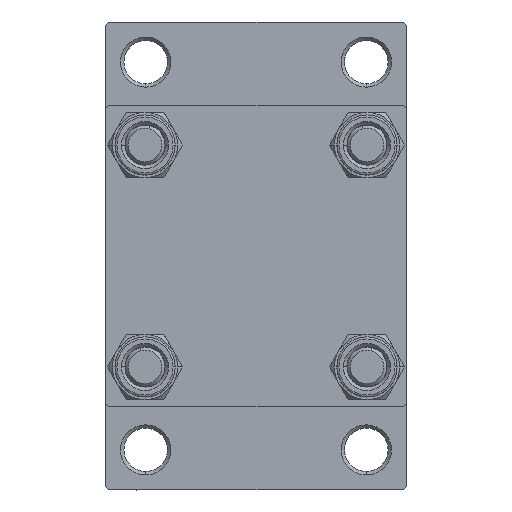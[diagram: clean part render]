
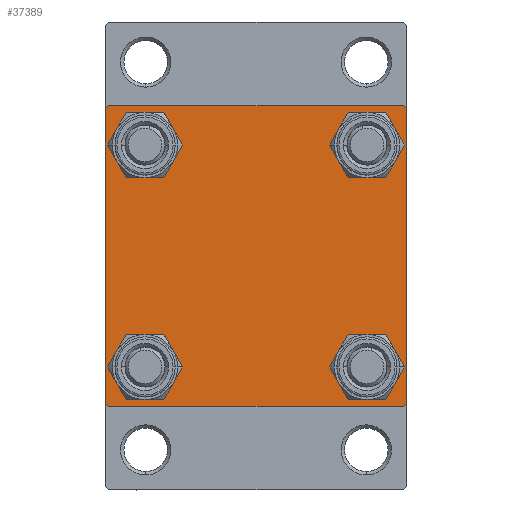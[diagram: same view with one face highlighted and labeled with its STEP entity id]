
A CAD part, left-side view. The second image highlights one B-rep face of the part: STEP entity #37389.
In plain terms, the highlighted planar face has unit normal (-1, 0, 0).
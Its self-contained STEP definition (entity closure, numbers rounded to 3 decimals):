
#753 = EDGE_CURVE ( 'NONE', #14027, #4107, #37315, .T. ) ;
#1051 = EDGE_CURVE ( 'NONE', #29017, #1835, #25522, .T. ) ;
#1063 = CARTESIAN_POINT ( 'NONE',  ( 0., -22.25, -22.25 ) ) ;
#1418 = ORIENTED_EDGE ( 'NONE', *, *, #26693, .T. ) ;
#1537 = DIRECTION ( 'NONE',  ( 0., 0., 1. ) ) ;
#1835 = VERTEX_POINT ( 'NONE', #2319 ) ;
#2039 = ORIENTED_EDGE ( 'NONE', *, *, #15515, .T. ) ;
#2128 = VECTOR ( 'NONE', #12329, 1000. ) ;
#2189 = CARTESIAN_POINT ( 'NONE',  ( 0., 22.25, -22.25 ) ) ;
#2206 = VECTOR ( 'NONE', #7781, 1000. ) ;
#2238 = VECTOR ( 'NONE', #38719, 1000. ) ;
#2319 = CARTESIAN_POINT ( 'NONE',  ( 0., 16.6, -20.1 ) ) ;
#2325 = VERTEX_POINT ( 'NONE', #30287 ) ;
#2477 = VECTOR ( 'NONE', #27941, 1000. ) ;
#2984 = DIRECTION ( 'NONE',  ( 1., 0., 0. ) ) ;
#3715 = EDGE_LOOP ( 'NONE', ( #16145, #44368 ) ) ;
#3849 = AXIS2_PLACEMENT_3D ( 'NONE', #11577, #26122, #28997 ) ;
#3965 = DIRECTION ( 'NONE',  ( -1., 0., 0. ) ) ;
#4075 = CARTESIAN_POINT ( 'NONE',  ( 0., 22.5, -22.5 ) ) ;
#4107 = VERTEX_POINT ( 'NONE', #25806 ) ;
#4677 = CARTESIAN_POINT ( 'NONE',  ( 0., -22.5, 22.5 ) ) ;
#4721 = ORIENTED_EDGE ( 'NONE', *, *, #13495, .F. ) ;
#5063 = CARTESIAN_POINT ( 'NONE',  ( 0., 16.6, -13.1 ) ) ;
#5195 = DIRECTION ( 'NONE',  ( 0., 0., 1. ) ) ;
#5817 = CARTESIAN_POINT ( 'NONE',  ( 0., -16.6, 16.6 ) ) ;
#6726 = LINE ( 'NONE', #21261, #2477 ) ;
#6926 = CARTESIAN_POINT ( 'NONE',  ( 0., -16.6, -13.1 ) ) ;
#7243 = DIRECTION ( 'NONE',  ( 0., 0., 1. ) ) ;
#7781 = DIRECTION ( 'NONE',  ( 0., 0., -1. ) ) ;
#8152 = ORIENTED_EDGE ( 'NONE', *, *, #753, .T. ) ;
#8525 = LINE ( 'NONE', #45467, #2128 ) ;
#8649 = VERTEX_POINT ( 'NONE', #44571 ) ;
#8900 = DIRECTION ( 'NONE',  ( 0., -0.707, -0.707 ) ) ;
#9641 = CARTESIAN_POINT ( 'NONE',  ( 0., 16.6, 16.6 ) ) ;
#9731 = EDGE_LOOP ( 'NONE', ( #32898, #2039 ) ) ;
#9749 = ORIENTED_EDGE ( 'NONE', *, *, #36994, .T. ) ;
#9808 = ORIENTED_EDGE ( 'NONE', *, *, #20543, .T. ) ;
#9811 = VERTEX_POINT ( 'NONE', #6926 ) ;
#10153 = VERTEX_POINT ( 'NONE', #41462 ) ;
#10826 = AXIS2_PLACEMENT_3D ( 'NONE', #19205, #26356, #11575 ) ;
#11039 = CARTESIAN_POINT ( 'NONE',  ( 0., -22., 22.5 ) ) ;
#11209 = EDGE_CURVE ( 'NONE', #28285, #29112, #8525, .T. ) ;
#11575 = DIRECTION ( 'NONE',  ( 0., 0., 1. ) ) ;
#11577 = CARTESIAN_POINT ( 'NONE',  ( 0., -16.6, -16.6 ) ) ;
#12329 = DIRECTION ( 'NONE',  ( 0., 0., -1. ) ) ;
#12429 = CARTESIAN_POINT ( 'NONE',  ( 0., 22.5, 22. ) ) ;
#13495 = EDGE_CURVE ( 'NONE', #17722, #13736, #35606, .T. ) ;
#13500 = ORIENTED_EDGE ( 'NONE', *, *, #42514, .T. ) ;
#13736 = VERTEX_POINT ( 'NONE', #11039 ) ;
#13767 = FACE_BOUND ( 'NONE', #3715, .T. ) ;
#14027 = VERTEX_POINT ( 'NONE', #46781 ) ;
#14082 = ORIENTED_EDGE ( 'NONE', *, *, #45220, .T. ) ;
#14319 = ORIENTED_EDGE ( 'NONE', *, *, #32995, .F. ) ;
#14417 = DIRECTION ( 'NONE',  ( 0., 0., 1. ) ) ;
#14694 = DIRECTION ( 'NONE',  ( 0., 0., 1. ) ) ;
#14867 = CARTESIAN_POINT ( 'NONE',  ( 0., -16.6, -16.6 ) ) ;
#15515 = EDGE_CURVE ( 'NONE', #8649, #36428, #29584, .T. ) ;
#15608 = DIRECTION ( 'NONE',  ( 1., 0., 0. ) ) ;
#15699 = ORIENTED_EDGE ( 'NONE', *, *, #1051, .T. ) ;
#16132 = CIRCLE ( 'NONE', #10826, 3.5 ) ;
#16145 = ORIENTED_EDGE ( 'NONE', *, *, #19894, .T. ) ;
#17246 = EDGE_CURVE ( 'NONE', #10153, #33537, #22012, .T. ) ;
#17722 = VERTEX_POINT ( 'NONE', #38679 ) ;
#17904 = AXIS2_PLACEMENT_3D ( 'NONE', #43722, #25354, #7243 ) ;
#18351 = VECTOR ( 'NONE', #8900, 1000. ) ;
#18738 = CARTESIAN_POINT ( 'NONE',  ( 0., 0., 0. ) ) ;
#19091 = CIRCLE ( 'NONE', #34286, 3.5 ) ;
#19205 = CARTESIAN_POINT ( 'NONE',  ( 0., 16.6, -16.6 ) ) ;
#19894 = EDGE_CURVE ( 'NONE', #33537, #10153, #19091, .T. ) ;
#20543 = EDGE_CURVE ( 'NONE', #40227, #9811, #39620, .T. ) ;
#20606 = DIRECTION ( 'NONE',  ( 0., 0., 1. ) ) ;
#20927 = EDGE_LOOP ( 'NONE', ( #28073, #9749, #1418, #8152, #14319, #26703, #4721, #13500 ) ) ;
#21261 = CARTESIAN_POINT ( 'NONE',  ( 0., 22.25, 22.25 ) ) ;
#22012 = CIRCLE ( 'NONE', #28109, 3.5 ) ;
#24176 = DIRECTION ( 'NONE',  ( 1., 0., 0. ) ) ;
#24210 = DIRECTION ( 'NONE',  ( 1., 0., 0. ) ) ;
#24314 = LINE ( 'NONE', #39098, #30431 ) ;
#24658 = CARTESIAN_POINT ( 'NONE',  ( 0., -16.6, -20.1 ) ) ;
#25354 = DIRECTION ( 'NONE',  ( 1., 0., 0. ) ) ;
#25522 = CIRCLE ( 'NONE', #17904, 3.5 ) ;
#25806 = CARTESIAN_POINT ( 'NONE',  ( 0., -22.5, -22. ) ) ;
#26122 = DIRECTION ( 'NONE',  ( 1., 0., 0. ) ) ;
#26185 = ORIENTED_EDGE ( 'NONE', *, *, #40086, .T. ) ;
#26356 = DIRECTION ( 'NONE',  ( 1., 0., 0. ) ) ;
#26659 = AXIS2_PLACEMENT_3D ( 'NONE', #5817, #15608, #1537 ) ;
#26693 = EDGE_CURVE ( 'NONE', #2325, #14027, #32910, .T. ) ;
#26703 = ORIENTED_EDGE ( 'NONE', *, *, #34127, .T. ) ;
#27125 = CARTESIAN_POINT ( 'NONE',  ( 0., 16.6, 16.6 ) ) ;
#27644 = EDGE_LOOP ( 'NONE', ( #14082, #9808 ) ) ;
#27941 = DIRECTION ( 'NONE',  ( 0., 0.707, -0.707 ) ) ;
#28019 = CARTESIAN_POINT ( 'NONE',  ( 0., -16.6, 16.6 ) ) ;
#28070 = FACE_BOUND ( 'NONE', #30378, .T. ) ;
#28073 = ORIENTED_EDGE ( 'NONE', *, *, #11209, .T. ) ;
#28109 = AXIS2_PLACEMENT_3D ( 'NONE', #27125, #37622, #5195 ) ;
#28285 = VERTEX_POINT ( 'NONE', #12429 ) ;
#28767 = PLANE ( 'NONE',  #34319 ) ;
#28997 = DIRECTION ( 'NONE',  ( 0., 0., 1. ) ) ;
#29017 = VERTEX_POINT ( 'NONE', #5063 ) ;
#29112 = VERTEX_POINT ( 'NONE', #35071 ) ;
#29297 = VECTOR ( 'NONE', #34201, 1000. ) ;
#29584 = CIRCLE ( 'NONE', #26659, 3.5 ) ;
#30287 = CARTESIAN_POINT ( 'NONE',  ( 0., 22., -22.5 ) ) ;
#30378 = EDGE_LOOP ( 'NONE', ( #15699, #26185 ) ) ;
#30431 = VECTOR ( 'NONE', #46740, 1000. ) ;
#31028 = VECTOR ( 'NONE', #33375, 1000. ) ;
#32898 = ORIENTED_EDGE ( 'NONE', *, *, #44094, .T. ) ;
#32910 = LINE ( 'NONE', #4075, #31028 ) ;
#32995 = EDGE_CURVE ( 'NONE', #40652, #4107, #44503, .T. ) ;
#33375 = DIRECTION ( 'NONE',  ( 0., -1., 0. ) ) ;
#33537 = VERTEX_POINT ( 'NONE', #46086 ) ;
#34127 = EDGE_CURVE ( 'NONE', #40652, #13736, #24314, .T. ) ;
#34201 = DIRECTION ( 'NONE',  ( 0., -0.707, 0.707 ) ) ;
#34286 = AXIS2_PLACEMENT_3D ( 'NONE', #9641, #24176, #20606 ) ;
#34319 = AXIS2_PLACEMENT_3D ( 'NONE', #18738, #3965, #14694 ) ;
#34460 = CIRCLE ( 'NONE', #35209, 3.5 ) ;
#35071 = CARTESIAN_POINT ( 'NONE',  ( 0., 22.5, -22. ) ) ;
#35209 = AXIS2_PLACEMENT_3D ( 'NONE', #14867, #2984, #14417 ) ;
#35606 = LINE ( 'NONE', #45669, #2238 ) ;
#35945 = AXIS2_PLACEMENT_3D ( 'NONE', #28019, #24210, #42586 ) ;
#36428 = VERTEX_POINT ( 'NONE', #37645 ) ;
#36726 = CARTESIAN_POINT ( 'NONE',  ( 0., -22.5, 22. ) ) ;
#36994 = EDGE_CURVE ( 'NONE', #29112, #2325, #38918, .T. ) ;
#37315 = LINE ( 'NONE', #1063, #29297 ) ;
#37389 = ADVANCED_FACE ( 'NONE', ( #38561, #46206, #28070, #13767, #40204 ), #28767, .T. ) ;
#37622 = DIRECTION ( 'NONE',  ( 1., 0., 0. ) ) ;
#37645 = CARTESIAN_POINT ( 'NONE',  ( 0., -16.6, 20.1 ) ) ;
#38561 = FACE_BOUND ( 'NONE', #9731, .T. ) ;
#38679 = CARTESIAN_POINT ( 'NONE',  ( 0., 22., 22.5 ) ) ;
#38719 = DIRECTION ( 'NONE',  ( 0., -1., 0. ) ) ;
#38918 = LINE ( 'NONE', #2189, #18351 ) ;
#39098 = CARTESIAN_POINT ( 'NONE',  ( 0., -22.25, 22.25 ) ) ;
#39620 = CIRCLE ( 'NONE', #3849, 3.5 ) ;
#40086 = EDGE_CURVE ( 'NONE', #1835, #29017, #16132, .T. ) ;
#40204 = FACE_OUTER_BOUND ( 'NONE', #20927, .T. ) ;
#40227 = VERTEX_POINT ( 'NONE', #24658 ) ;
#40652 = VERTEX_POINT ( 'NONE', #36726 ) ;
#41462 = CARTESIAN_POINT ( 'NONE',  ( 0., 16.6, 13.1 ) ) ;
#42047 = CIRCLE ( 'NONE', #35945, 3.5 ) ;
#42514 = EDGE_CURVE ( 'NONE', #17722, #28285, #6726, .T. ) ;
#42586 = DIRECTION ( 'NONE',  ( 0., 0., 1. ) ) ;
#43722 = CARTESIAN_POINT ( 'NONE',  ( 0., 16.6, -16.6 ) ) ;
#44094 = EDGE_CURVE ( 'NONE', #36428, #8649, #42047, .T. ) ;
#44368 = ORIENTED_EDGE ( 'NONE', *, *, #17246, .T. ) ;
#44503 = LINE ( 'NONE', #4677, #2206 ) ;
#44571 = CARTESIAN_POINT ( 'NONE',  ( 0., -16.6, 13.1 ) ) ;
#45220 = EDGE_CURVE ( 'NONE', #9811, #40227, #34460, .T. ) ;
#45467 = CARTESIAN_POINT ( 'NONE',  ( 0., 22.5, 22.5 ) ) ;
#45669 = CARTESIAN_POINT ( 'NONE',  ( 0., 22.5, 22.5 ) ) ;
#46086 = CARTESIAN_POINT ( 'NONE',  ( 0., 16.6, 20.1 ) ) ;
#46206 = FACE_BOUND ( 'NONE', #27644, .T. ) ;
#46740 = DIRECTION ( 'NONE',  ( 0., 0.707, 0.707 ) ) ;
#46781 = CARTESIAN_POINT ( 'NONE',  ( 0., -22., -22.5 ) ) ;
